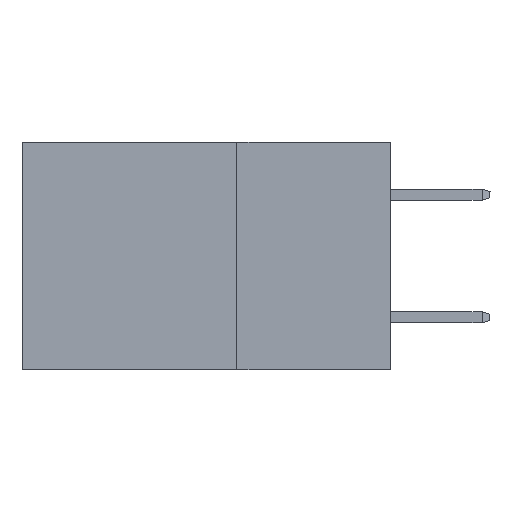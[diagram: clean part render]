
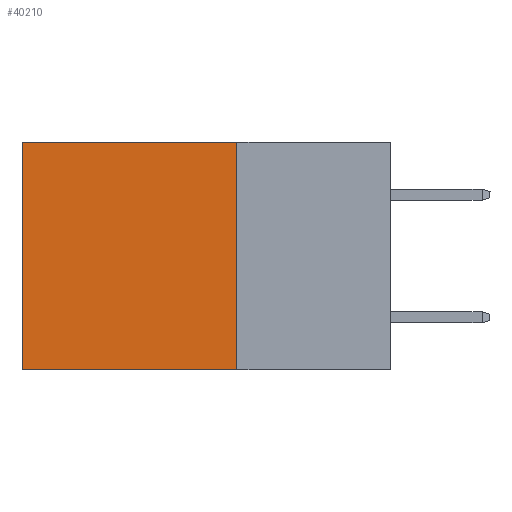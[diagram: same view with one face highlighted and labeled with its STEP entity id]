
A CAD part, left-side view. The second image highlights one B-rep face of the part: STEP entity #40210.
In plain terms, the highlighted planar face has unit normal (-1, 0, 0).
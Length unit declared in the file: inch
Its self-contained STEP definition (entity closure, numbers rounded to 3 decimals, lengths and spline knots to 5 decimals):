
#86 = LINE ( 'NONE', #21715, #24130 ) ;
#239 = DIRECTION ( 'NONE',  ( 0., 0., -1. ) ) ;
#358 = CARTESIAN_POINT ( 'NONE',  ( 0.2875, 0.25, 0. ) ) ;
#2498 = DIRECTION ( 'NONE',  ( 0., 1., 0. ) ) ;
#2946 = EDGE_CURVE ( 'NONE', #20645, #28450, #29206, .T. ) ;
#4117 = DIRECTION ( 'NONE',  ( 0., 1., 0. ) ) ;
#5481 = EDGE_CURVE ( 'NONE', #6895, #28450, #86, .T. ) ;
#5576 = ORIENTED_EDGE ( 'NONE', *, *, #2946, .F. ) ;
#6895 = VERTEX_POINT ( 'NONE', #34898 ) ;
#8232 = VECTOR ( 'NONE', #4117, 39.37008 ) ;
#8833 = DIRECTION ( 'NONE',  ( 0., 0., -1. ) ) ;
#11207 = VECTOR ( 'NONE', #239, 39.37008 ) ;
#15292 = PLANE ( 'NONE',  #34958 ) ;
#15663 = CARTESIAN_POINT ( 'NONE',  ( 0.2875, 0.25, 0. ) ) ;
#20404 = ORIENTED_EDGE ( 'NONE', *, *, #5481, .T. ) ;
#20629 = ORIENTED_EDGE ( 'NONE', *, *, #34224, .T. ) ;
#20645 = VERTEX_POINT ( 'NONE', #31677 ) ;
#21057 = EDGE_LOOP ( 'NONE', ( #20404, #5576, #36827, #20629 ) ) ;
#21714 = DIRECTION ( 'NONE',  ( 1., 0., 0. ) ) ;
#21715 = CARTESIAN_POINT ( 'NONE',  ( 0.2875, 0.6, 0. ) ) ;
#24130 = VECTOR ( 'NONE', #31501, 39.37008 ) ;
#25691 = CARTESIAN_POINT ( 'NONE',  ( 0.2875, 0.6, -0.37 ) ) ;
#26845 = CARTESIAN_POINT ( 'NONE',  ( 0.2875, 0.25, 0. ) ) ;
#28450 = VERTEX_POINT ( 'NONE', #25691 ) ;
#29206 = LINE ( 'NONE', #33652, #8232 ) ;
#31501 = DIRECTION ( 'NONE',  ( 0., 0., -1. ) ) ;
#31677 = CARTESIAN_POINT ( 'NONE',  ( 0.2875, 0.25, -0.37 ) ) ;
#33652 = CARTESIAN_POINT ( 'NONE',  ( 0.2875, 0.25, -0.37 ) ) ;
#34224 = EDGE_CURVE ( 'NONE', #34341, #6895, #39312, .T. ) ;
#34341 = VERTEX_POINT ( 'NONE', #26845 ) ;
#34898 = CARTESIAN_POINT ( 'NONE',  ( 0.2875, 0.6, 0. ) ) ;
#34958 = AXIS2_PLACEMENT_3D ( 'NONE', #35142, #21714, #8833 ) ;
#35142 = CARTESIAN_POINT ( 'NONE',  ( 0.2875, 0.25, 0. ) ) ;
#35999 = FACE_OUTER_BOUND ( 'NONE', #21057, .T. ) ;
#36827 = ORIENTED_EDGE ( 'NONE', *, *, #42422, .F. ) ;
#37912 = LINE ( 'NONE', #358, #11207 ) ;
#39312 = LINE ( 'NONE', #15663, #42987 ) ;
#40210 = ADVANCED_FACE ( 'NONE', ( #35999 ), #15292, .F. ) ;
#42422 = EDGE_CURVE ( 'NONE', #34341, #20645, #37912, .T. ) ;
#42987 = VECTOR ( 'NONE', #2498, 39.37008 ) ;
